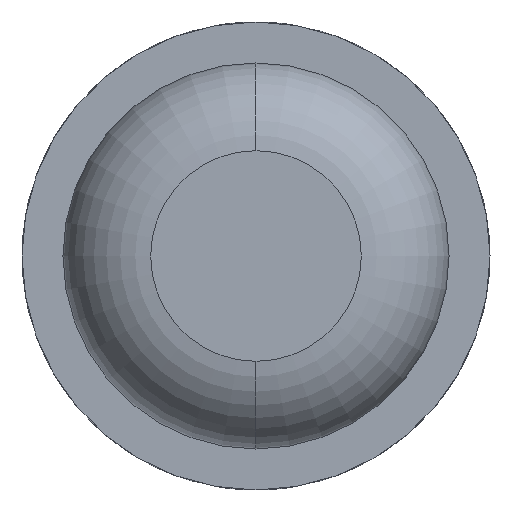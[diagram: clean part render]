
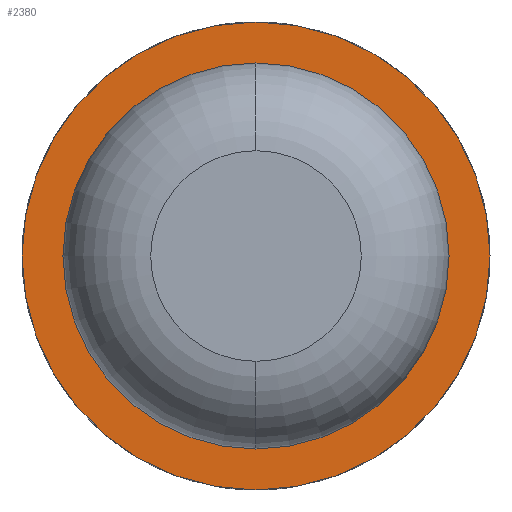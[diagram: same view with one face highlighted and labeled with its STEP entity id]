
A CAD part, front view. The second image highlights one B-rep face of the part: STEP entity #2380.
In plain terms, the highlighted planar face has unit normal (0, -1, 0).
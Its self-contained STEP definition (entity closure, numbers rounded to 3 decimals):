
#30 = CIRCLE ( 'NONE', #3422, 1. ) ;
#54 = EDGE_CURVE ( 'Defeature ausgef�hrt1_7+Defeature ausgef�hrt1_1+Defeature ausgef�hrt1_1+Defeature ausgef�hrt1_1', #2010, #1613, #2521, .T. ) ;
#91 = FACE_OUTER_BOUND ( 'NONE', #1509, .T. ) ;
#184 = ORIENTED_EDGE ( 'NONE', *, *, #3953, .T. ) ;
#304 = VERTEX_POINT ( 'NONE', #3771 ) ;
#642 = ORIENTED_EDGE ( 'NONE', *, *, #665, .F. ) ;
#665 = EDGE_CURVE ( 'Defeature ausgef�hrt1_6+Defeature ausgef�hrt1_7+Defeature ausgef�hrt1_7+Defeature ausgef�hrt1_7', #3019, #304, #720, .T. ) ;
#720 = CIRCLE ( 'NONE', #2658, 1. ) ;
#752 = FACE_BOUND ( 'NONE', #4297, .T. ) ;
#913 = DIRECTION ( 'NONE',  ( 0., 1., 0. ) ) ;
#923 = DIRECTION ( 'NONE',  ( 0., 1., 0. ) ) ;
#966 = AXIS2_PLACEMENT_3D ( 'NONE', #4334, #913, #4693 ) ;
#1173 = CARTESIAN_POINT ( 'NONE',  ( 0., -10., 0. ) ) ;
#1312 = CARTESIAN_POINT ( 'NONE',  ( 0., -10., 0. ) ) ;
#1509 = EDGE_LOOP ( 'NONE', ( #1798, #642 ) ) ;
#1613 = VERTEX_POINT ( 'NONE', #3991 ) ;
#1681 = CARTESIAN_POINT ( 'NONE',  ( 0., -10., 0. ) ) ;
#1798 = ORIENTED_EDGE ( 'NONE', *, *, #2608, .F. ) ;
#2010 = VERTEX_POINT ( 'NONE', #3852 ) ;
#2087 = ORIENTED_EDGE ( 'NONE', *, *, #54, .T. ) ;
#2088 = DIRECTION ( 'NONE',  ( -1., 0., 0. ) ) ;
#2112 = CARTESIAN_POINT ( 'NONE',  ( 0., -10., 0. ) ) ;
#2178 = AXIS2_PLACEMENT_3D ( 'NONE', #1681, #2822, #2088 ) ;
#2308 = DIRECTION ( 'NONE',  ( 0., 1., 0. ) ) ;
#2380 = ADVANCED_FACE ( 'Defeature ausgef�hrt1_7', ( #91, #752 ), #4298, .F. ) ;
#2521 = CIRCLE ( 'NONE', #2178, 0.825 ) ;
#2608 = EDGE_CURVE ( 'Defeature ausgef�hrt1_6+Defeature ausgef�hrt1_7+Defeature ausgef�hrt1_7+Defeature ausgef�hrt1_7', #304, #3019, #30, .T. ) ;
#2658 = AXIS2_PLACEMENT_3D ( 'NONE', #2112, #923, #4766 ) ;
#2822 = DIRECTION ( 'NONE',  ( 0., 1., 0. ) ) ;
#2823 = DIRECTION ( 'NONE',  ( -1., 0., 0. ) ) ;
#3019 = VERTEX_POINT ( 'NONE', #3742 ) ;
#3368 = CIRCLE ( 'NONE', #4415, 0.825 ) ;
#3422 = AXIS2_PLACEMENT_3D ( 'NONE', #1173, #2308, #4284 ) ;
#3742 = CARTESIAN_POINT ( 'NONE',  ( 1., -10., 0. ) ) ;
#3771 = CARTESIAN_POINT ( 'NONE',  ( -1., -10., 0. ) ) ;
#3852 = CARTESIAN_POINT ( 'NONE',  ( 0., -10., -0.825 ) ) ;
#3953 = EDGE_CURVE ( 'Defeature ausgef�hrt1_7+Defeature ausgef�hrt1_1+Defeature ausgef�hrt1_1+Defeature ausgef�hrt1_1', #1613, #2010, #3368, .T. ) ;
#3991 = CARTESIAN_POINT ( 'NONE',  ( 0., -10., 0.825 ) ) ;
#4284 = DIRECTION ( 'NONE',  ( -1., 0., 0. ) ) ;
#4297 = EDGE_LOOP ( 'NONE', ( #184, #2087 ) ) ;
#4298 = PLANE ( 'NONE',  #966 ) ;
#4334 = CARTESIAN_POINT ( 'NONE',  ( 0.825, -10., 0. ) ) ;
#4345 = DIRECTION ( 'NONE',  ( 0., 1., 0. ) ) ;
#4415 = AXIS2_PLACEMENT_3D ( 'NONE', #1312, #4345, #2823 ) ;
#4693 = DIRECTION ( 'NONE',  ( -1., 0., 0. ) ) ;
#4766 = DIRECTION ( 'NONE',  ( -1., 0., 0. ) ) ;
